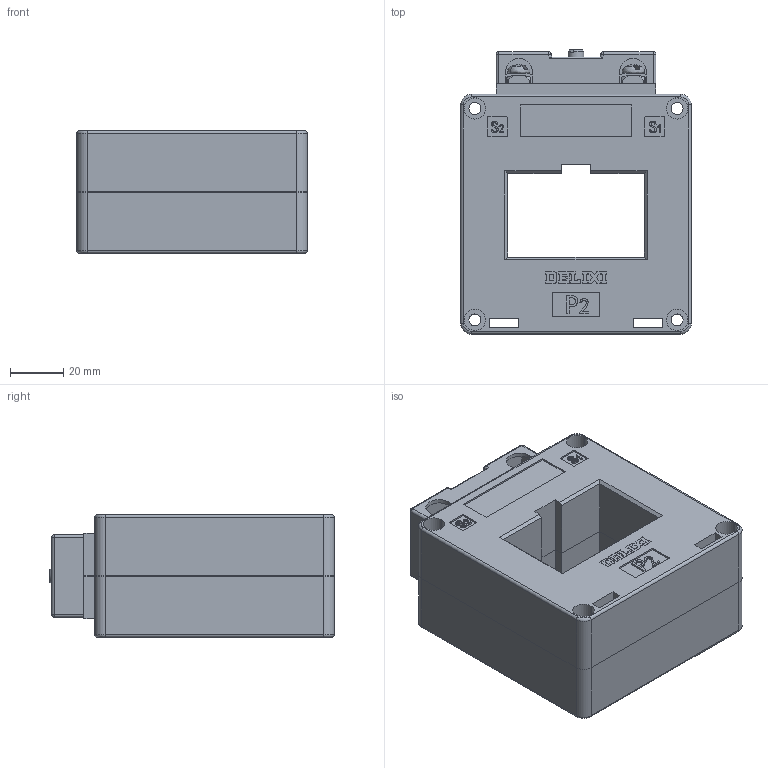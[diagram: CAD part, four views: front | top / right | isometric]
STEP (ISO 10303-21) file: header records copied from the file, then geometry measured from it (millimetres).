
FILE_DESCRIPTION (( 'STEP AP203' ), '1' );
FILE_NAME ('50装配体2.STEP', '2022-12-19T07:30:48', ( '微软用户' ), ( '微软中国' ), 'SwSTEP 2.0', 'SolidWorks 2019', '' );
FILE_SCHEMA (( 'CONFIG_CONTROL_DESIGN' ));
Length unit declared in the file: millimetre
Products named in the file (10): 蹟隊; 諉盄啣; 蹟隊郪磁; 50蚾饜极2; M4蹟譫; 裔; K3 50P2; 肣И璃5x10; K3 50P1; 諉盄蹟佪
Assembly tree (12 placements, depth 3):
  50蚾饜极2
    K3 50P1
    K3 50P2
    肣И璃5x10  x2
    蹟隊郪磁
      M4蹟譫
      蹟隊
    諉盄啣  x2
    裔
    諉盄蹟佪  x2
Bounding box: 86.5 x 106.75 x 46 mm (x, y, z)
Volume: 90512.1 mm3; surface area: 91370.2 mm2
Topology: 11 solids, 11 shells, 1214 faces, 3211 edges, 2085 vertices
Faces by surface type: plane 809, cylinder 225, bspline 89, cone 57, torus 18, sphere 16
Entity records: 41258 total; most frequent: CARTESIAN_POINT 12375, ORIENTED_EDGE 5966, DIRECTION 5330, EDGE_CURVE 2983, LINE 2282, VECTOR 2282, VERTEX_POINT 1949, AXIS2_PLACEMENT_3D 1524
